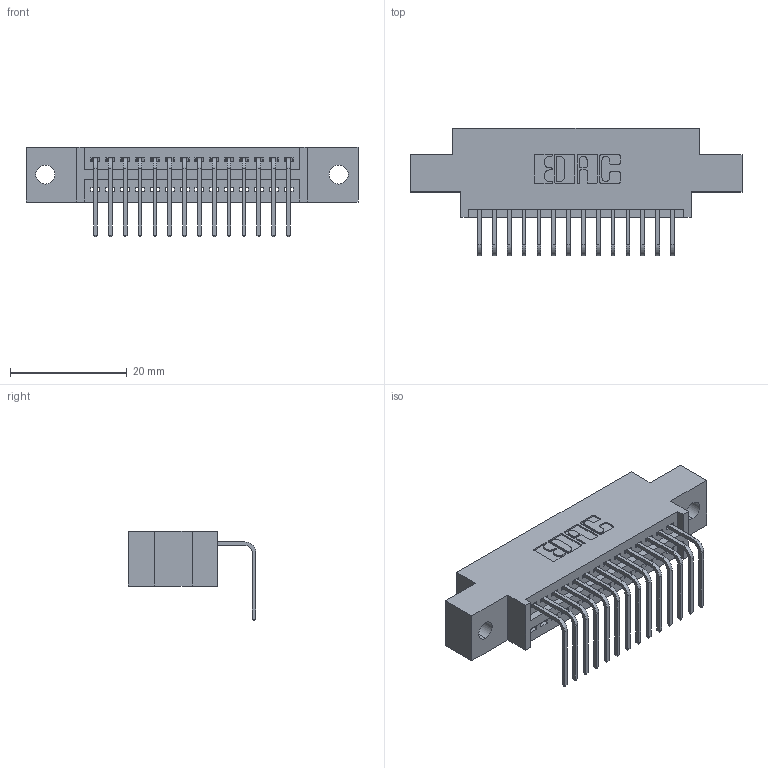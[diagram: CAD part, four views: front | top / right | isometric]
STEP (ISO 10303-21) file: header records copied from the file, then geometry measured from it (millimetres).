
FILE_DESCRIPTION (( 'STEP AP203' ), '1' );
FILE_NAME ('395-014-558-602.STEP', '2019-10-11T03:04:08', ( '' ), ( '' ), 'SwSTEP 2.0', 'SolidWorks 2016', '' );
FILE_SCHEMA (( 'CONFIG_CONTROL_DESIGN' ));
Length unit declared in the file: inch
Products named in the file (3): 345 Part_0.170 Offset - 0.128 Dia; 345-292-001_558 Tail - 2; 395-014-558-602
Assembly tree (15 placements, depth 2):
  395-014-558-602
    345 Part_0.170 Offset - 0.128 Dia
    345-292-001_558 Tail - 2  x14
Bounding box: 56.77 x 21.83 x 15.37 mm (x, y, z)
Volume: 5059.2 mm3; surface area: 6471.8 mm2
Topology: 15 solids, 15 shells, 970 faces, 2901 edges, 1914 vertices
Faces by surface type: plane 672, cylinder 298
Entity records: 14525 total; most frequent: CARTESIAN_POINT 2526, ORIENTED_EDGE 2474, DIRECTION 2245, EDGE_CURVE 1237, LINE 1049, VECTOR 1049, VERTEX_POINT 822, AXIS2_PLACEMENT_3D 598
